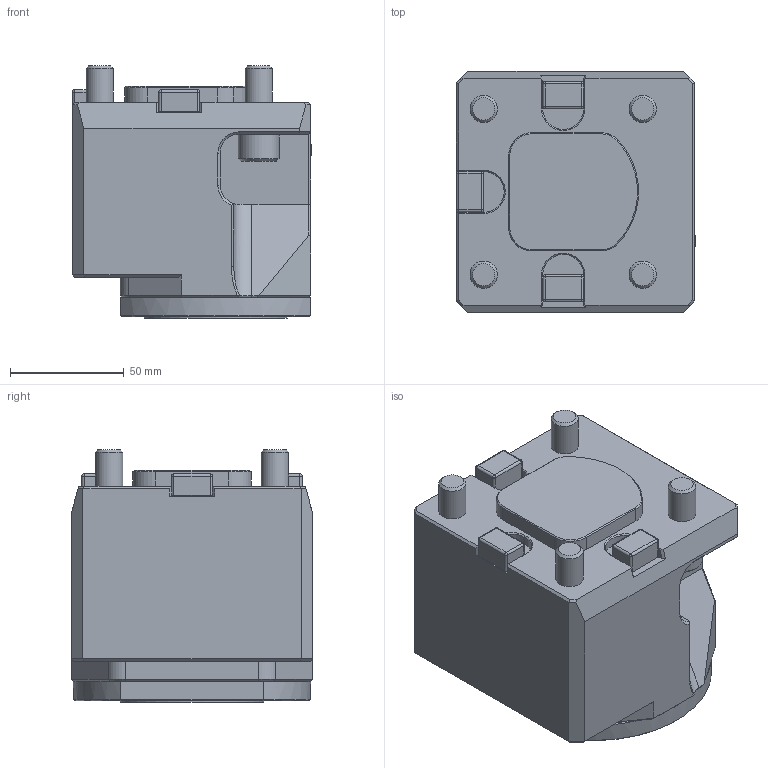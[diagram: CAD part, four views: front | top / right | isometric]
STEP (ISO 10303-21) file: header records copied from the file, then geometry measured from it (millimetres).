
FILE_DESCRIPTION(/* description */ (''),/* implementation_level */ '2;1');
FILE_NAME(/* name */ '1617019884404.stp',/* time_stamp */ '2021-03-29T14:11:31+02:00',/* author */ (''),/* organization */ ('SMS'),/* preprocessor_version */ 'ST-DEVELOPER v16.7',/* originating_system */ 'SIEMENS PLM Software NX 12.0',/* authorisation */ '');
FILE_SCHEMA (('AUTOMOTIVE_DESIGN { 1 0 10303 214 3 1 1 1 }'));
Length unit declared in the file: millimetre
Products named in the file (1): 203454075mod000_00
Bounding box: 105.25 x 106 x 111 mm (x, y, z)
Volume: 866584.7 mm3; surface area: 72228.8 mm2
Topology: 1 solids, 1 shells, 249 faces, 622 edges, 367 vertices
Faces by surface type: plane 154, cylinder 52, cone 24, sphere 13, bspline 5, torus 1
Full cylindrical faces by diameter (mm): 4 x1, 12 x4, 18 x2, 48.5 x1, 63 x1
Entity records: 7506 total; most frequent: CARTESIAN_POINT 1674, DIRECTION 1203, ORIENTED_EDGE 1176, EDGE_CURVE 588, AXIS2_PLACEMENT_3D 405, LINE 393, VECTOR 393, VERTEX_POINT 361
